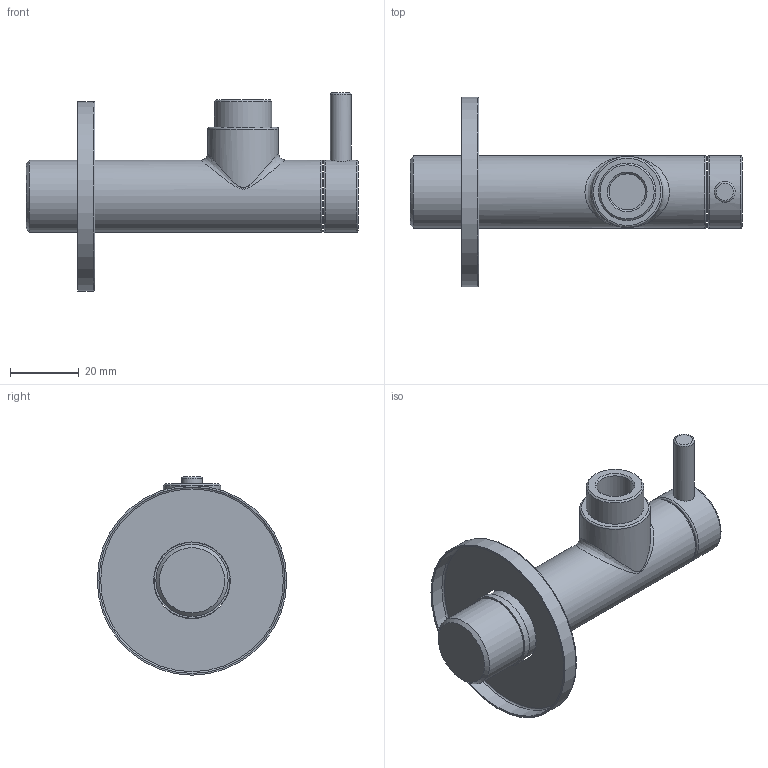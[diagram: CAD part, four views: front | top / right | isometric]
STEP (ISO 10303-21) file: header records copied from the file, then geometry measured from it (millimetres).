
FILE_DESCRIPTION(/* description */ ('Unknown'),/* implementation_level */ '2;1');
FILE_NAME(/* name */ 'P2002',/* time_stamp */ '2016-05-23T16:11:26+02:00',/* author */ ('Unknown'),/* organization */ ('Unknown'),/* preprocessor_version */ 'ST-DEVELOPER v16.7',/* originating_system */ 'DEX',/* authorisation */ $);
FILE_SCHEMA (('AUTOMOTIVE_DESIGN {1 0 10303 214 3 1 1}'));
Length unit declared in the file: millimetre
Products named in the file (1): P2002
Bounding box: 96.3 x 55 x 57.5 mm (x, y, z)
Volume: 38117.1 mm3; surface area: 15658.2 mm2
Topology: 3 solids, 3 shells, 35 faces, 65 edges, 41 vertices
Faces by surface type: plane 13, cylinder 10, torus 8, cone 3, bspline 1
Full cylindrical faces by diameter (mm): 6 x1, 10.5 x1, 16.662 x1, 20.5 x1, 20.955 x1, 21 x2, 22 x1, 54 x1, 55 x1
Entity records: 1390 total; most frequent: CARTESIAN_POINT 649, DIRECTION 130, ORIENTED_EDGE 66, EDGE_LOOP 66, FACE_BOUND 66, AXIS2_PLACEMENT_3D 65, ADVANCED_FACE 35, EDGE_CURVE 33
